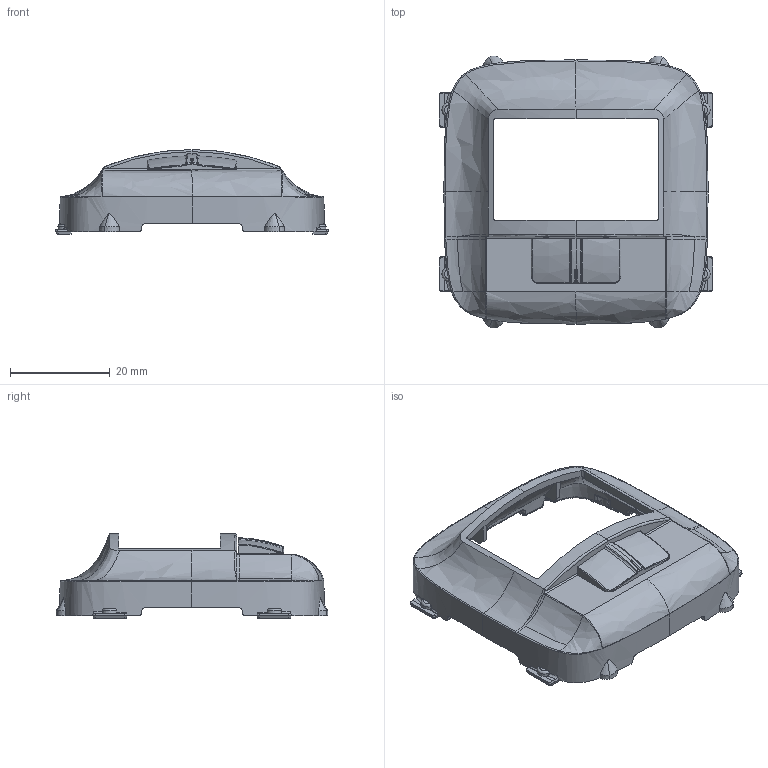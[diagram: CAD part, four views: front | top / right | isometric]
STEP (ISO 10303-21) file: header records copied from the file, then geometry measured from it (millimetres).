
FILE_DESCRIPTION(('CATIA V5 STEP Exchange','CAx-IF Rec.Pracs.--- Model Styling and Organization---1.4--- 2014-01-23'),'2;1');
FILE_NAME('752180_AllCATPart.stp','2020-02-13T09:56:03+00:00',('none'),('none'),'CATIA Version 5-6 Release 2017 SP3','CATIA V5 STEP AP214','none');
FILE_SCHEMA(('AUTOMOTIVE_DESIGN { 1 0 10303 214 1 1 1 1 }'));
Products named in the file (1): 752180_AllCATPart
Bounding box: 54.9 x 54.6 x 17.02 mm (x, y, z)
Volume: 5457.5 mm3; surface area: 8402.3 mm2
Topology: 1 solids, 1 shells, 3617 faces, 10583 edges, 6982 vertices
Faces by surface type: plane 3162, bspline 272, cylinder 82, torus 43, cone 38, sphere 18, extrusion 2
Entity records: 142695 total; most frequent: CARTESIAN_POINT 55764, ORIENTED_EDGE 21112, DIRECTION 11411, EDGE_CURVE 10556, VERTEX_POINT 6982, B_SPLINE_CURVE_WITH_KNOTS 5555, VECTOR 4814, LINE 4812
